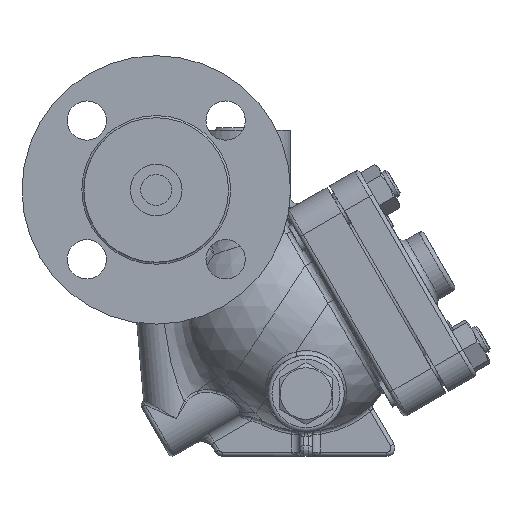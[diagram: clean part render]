
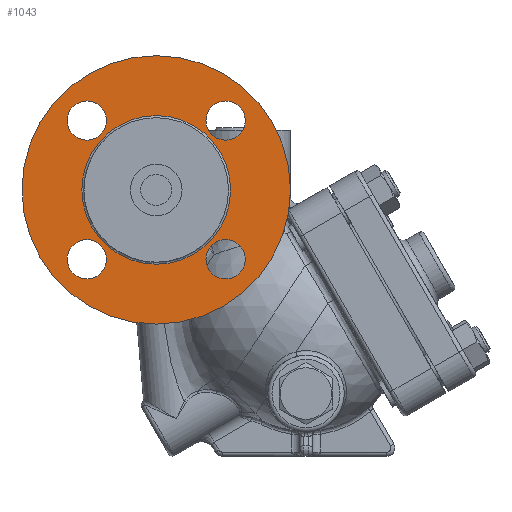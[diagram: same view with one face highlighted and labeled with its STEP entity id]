
A CAD part, front view. The second image highlights one B-rep face of the part: STEP entity #1043.
In plain terms, the highlighted planar face has unit normal (0, -1, 0).
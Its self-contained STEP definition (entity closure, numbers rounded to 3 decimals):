
#968=CARTESIAN_POINT('',(-43.,-124.0,36.));
#969=VERTEX_POINT('',#968);
#970=CARTESIAN_POINT('',(-43.,-124.0,0.));
#971=DIRECTION('',(0.0,-1.0,0.0));
#972=DIRECTION('',(0.0,0.0,-1.0));
#973=AXIS2_PLACEMENT_3D('',#970,#971,#972);
#974=CIRCLE('',#973,36.);
#975=EDGE_CURVE('',#969,#969,#974,.T.);
#980=CARTESIAN_POINT('',(-43.,-124.,50.));
#981=DIRECTION('',(0.0,-1.0,0.0));
#982=DIRECTION('',(0.0,0.0,-1.0));
#983=AXIS2_PLACEMENT_3D('',#980,#981,#982);
#984=PLANE('',#983);
#985=CARTESIAN_POINT('',(-43.,-124.,65.));
#986=VERTEX_POINT('',#985);
#987=CARTESIAN_POINT('',(-43.,-124.,0.));
#988=DIRECTION('',(0.0,1.0,0.0));
#989=DIRECTION('',(0.0,0.0,1.0));
#990=AXIS2_PLACEMENT_3D('',#987,#988,#989);
#991=CIRCLE('',#990,65.);
#992=EDGE_CURVE('',#986,#986,#991,.T.);
#993=ORIENTED_EDGE('',*,*,#992,.F.);
#994=EDGE_LOOP('',(#993));
#995=FACE_OUTER_BOUND('',#994,.T.);
#996=CARTESIAN_POINT('',(0.088,-124.0,33.588));
#997=VERTEX_POINT('',#996);
#998=CARTESIAN_POINT('',(-9.412,-124.,33.588));
#999=DIRECTION('',(0.0,1.0,0.0));
#1000=DIRECTION('',(1.0,0.0,0.0));
#1001=AXIS2_PLACEMENT_3D('',#998,#999,#1000);
#1002=CIRCLE('',#1001,9.5);
#1003=EDGE_CURVE('',#997,#997,#1002,.T.);
#1004=ORIENTED_EDGE('',*,*,#1003,.T.);
#1005=EDGE_LOOP('',(#1004));
#1006=FACE_BOUND('',#1005,.T.);
#1007=CARTESIAN_POINT('',(-9.412,-124.0,-43.088));
#1008=VERTEX_POINT('',#1007);
#1009=CARTESIAN_POINT('',(-9.412,-124.,-33.588));
#1010=DIRECTION('',(0.0,1.0,0.0));
#1011=DIRECTION('',(0.0,0.0,-1.0));
#1012=AXIS2_PLACEMENT_3D('',#1009,#1010,#1011);
#1013=CIRCLE('',#1012,9.5);
#1014=EDGE_CURVE('',#1008,#1008,#1013,.T.);
#1015=ORIENTED_EDGE('',*,*,#1014,.T.);
#1016=EDGE_LOOP('',(#1015));
#1017=FACE_BOUND('',#1016,.T.);
#1018=CARTESIAN_POINT('',(-86.088,-124.0,-33.588));
#1019=VERTEX_POINT('',#1018);
#1020=CARTESIAN_POINT('',(-76.588,-124.,-33.588));
#1021=DIRECTION('',(0.0,1.0,0.0));
#1022=DIRECTION('',(-1.0,0.0,0.0));
#1023=AXIS2_PLACEMENT_3D('',#1020,#1021,#1022);
#1024=CIRCLE('',#1023,9.5);
#1025=EDGE_CURVE('',#1019,#1019,#1024,.T.);
#1026=ORIENTED_EDGE('',*,*,#1025,.T.);
#1027=EDGE_LOOP('',(#1026));
#1028=FACE_BOUND('',#1027,.T.);
#1029=CARTESIAN_POINT('',(-76.588,-124.0,43.088));
#1030=VERTEX_POINT('',#1029);
#1031=CARTESIAN_POINT('',(-76.588,-124.,33.588));
#1032=DIRECTION('',(0.0,1.0,0.0));
#1033=DIRECTION('',(0.0,0.0,1.0));
#1034=AXIS2_PLACEMENT_3D('',#1031,#1032,#1033);
#1035=CIRCLE('',#1034,9.5);
#1036=EDGE_CURVE('',#1030,#1030,#1035,.T.);
#1037=ORIENTED_EDGE('',*,*,#1036,.T.);
#1038=EDGE_LOOP('',(#1037));
#1039=FACE_BOUND('',#1038,.T.);
#1040=ORIENTED_EDGE('',*,*,#975,.F.);
#1041=EDGE_LOOP('',(#1040));
#1042=FACE_BOUND('',#1041,.T.);
#1043=ADVANCED_FACE('',(#995,#1006,#1017,#1028,#1039,#1042),#984,.T.);
